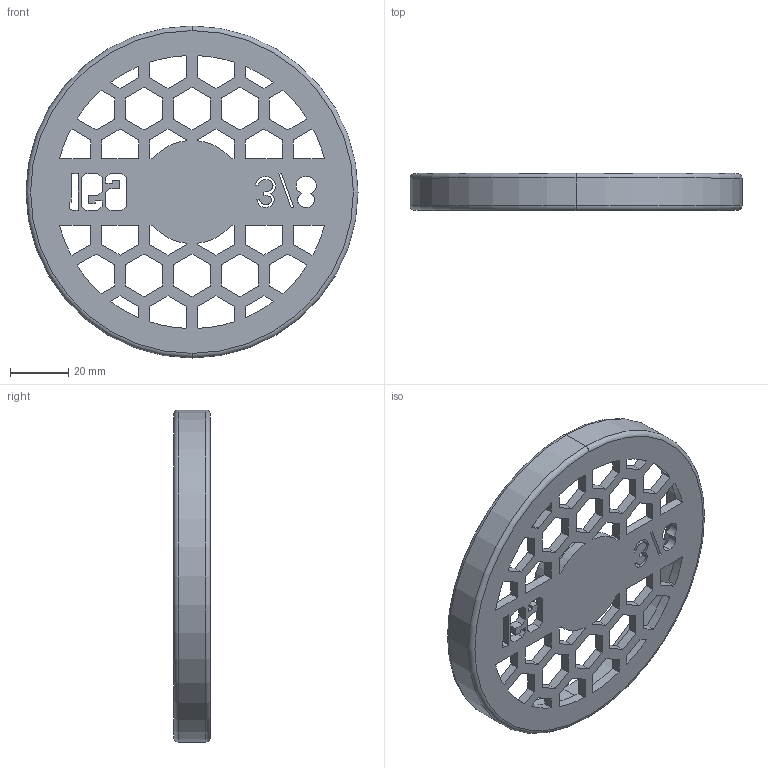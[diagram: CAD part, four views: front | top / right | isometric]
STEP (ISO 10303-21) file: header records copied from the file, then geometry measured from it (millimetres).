
FILE_DESCRIPTION (( 'STEP AP214' ), '1' );
FILE_NAME ('4in_0.375.STEP', '2021-05-01T17:08:35', ( '' ), ( '' ), 'SwSTEP 2.0', 'SolidWorks 2019', '' );
FILE_SCHEMA (( 'AUTOMOTIVE_DESIGN' ));
Length unit declared in the file: inch
Products named in the file (1): 4in_0.375
Bounding box: 114.3 x 12.7 x 114.3 mm (x, y, z)
Volume: 48709 mm3; surface area: 26634 mm2
Topology: 1 solids, 1 shells, 245 faces, 719 edges, 478 vertices
Faces by surface type: plane 192, cylinder 26, bspline 23, torus 4
Entity records: 9323 total; most frequent: CARTESIAN_POINT 2722, ORIENTED_EDGE 1438, DIRECTION 1179, EDGE_CURVE 719, VECTOR 613, LINE 613, VERTEX_POINT 478, EDGE_LOOP 319
